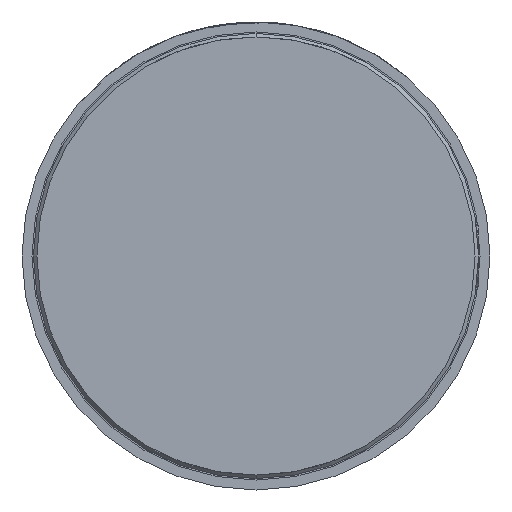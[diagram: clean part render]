
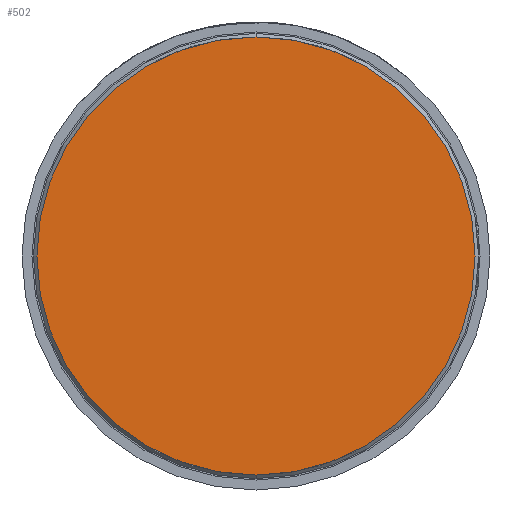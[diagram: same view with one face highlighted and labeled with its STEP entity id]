
A CAD part, front view. The second image highlights one B-rep face of the part: STEP entity #502.
In plain terms, the highlighted planar face has unit normal (0, -1, 0).
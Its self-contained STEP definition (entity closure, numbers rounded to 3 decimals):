
#219 = VERTEX_POINT ( 'NONE', #4521 ) ;
#477 = DIRECTION ( 'NONE',  ( -1., 0., 0. ) ) ;
#502 = ADVANCED_FACE ( 'Defeature ausgef�hrt1_7', ( #3799 ), #4437, .F. ) ;
#773 = DIRECTION ( 'NONE',  ( 1., 0., 0. ) ) ;
#1745 = ORIENTED_EDGE ( 'NONE', *, *, #3296, .T. ) ;
#1899 = DIRECTION ( 'NONE',  ( 0., -1., 0. ) ) ;
#1936 = DIRECTION ( 'NONE',  ( 0., -1., 0. ) ) ;
#1954 = CARTESIAN_POINT ( 'NONE',  ( 0., 0., 0. ) ) ;
#2086 = CIRCLE ( 'NONE', #2546, 2.2 ) ;
#2225 = CARTESIAN_POINT ( 'NONE',  ( 0., 0., 0. ) ) ;
#2546 = AXIS2_PLACEMENT_3D ( 'NONE', #1954, #1936, #3749 ) ;
#2566 = VERTEX_POINT ( 'NONE', #2918 ) ;
#2918 = CARTESIAN_POINT ( 'NONE',  ( -2.2, 0., 0. ) ) ;
#2948 = CARTESIAN_POINT ( 'NONE',  ( 0., 0., -1.9 ) ) ;
#3097 = EDGE_LOOP ( 'NONE', ( #1745, #3492 ) ) ;
#3296 = EDGE_CURVE ( 'Defeature ausgef�hrt1_7+Defeature ausgef�hrt1_14+Defeature ausgef�hrt1_14+Defeature ausgef�hrt1_14', #2566, #219, #2086, .T. ) ;
#3335 = AXIS2_PLACEMENT_3D ( 'NONE', #2948, #3681, #773 ) ;
#3492 = ORIENTED_EDGE ( 'NONE', *, *, #3786, .T. ) ;
#3620 = AXIS2_PLACEMENT_3D ( 'NONE', #2225, #1899, #477 ) ;
#3681 = DIRECTION ( 'NONE',  ( 0., 1., 0. ) ) ;
#3749 = DIRECTION ( 'NONE',  ( -1., 0., 0. ) ) ;
#3786 = EDGE_CURVE ( 'Defeature ausgef�hrt1_7+Defeature ausgef�hrt1_14+Defeature ausgef�hrt1_14+Defeature ausgef�hrt1_14', #219, #2566, #4221, .T. ) ;
#3799 = FACE_OUTER_BOUND ( 'NONE', #3097, .T. ) ;
#4221 = CIRCLE ( 'NONE', #3620, 2.2 ) ;
#4437 = PLANE ( 'NONE',  #3335 ) ;
#4521 = CARTESIAN_POINT ( 'NONE',  ( 2.2, 0., 0. ) ) ;
